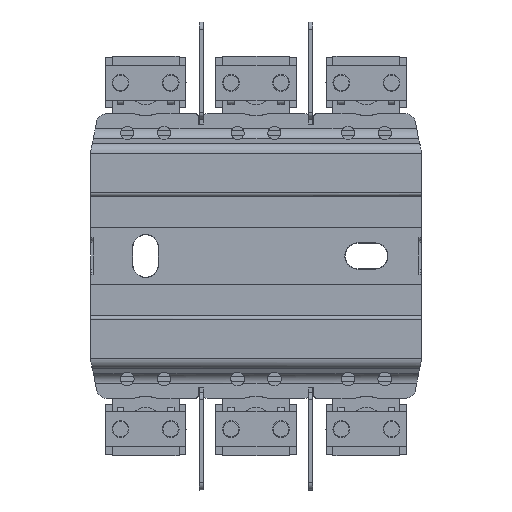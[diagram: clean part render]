
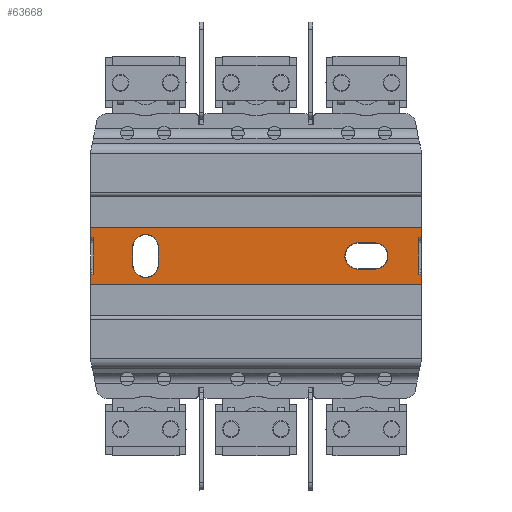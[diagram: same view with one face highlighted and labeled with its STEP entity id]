
A CAD part, front view. The second image highlights one B-rep face of the part: STEP entity #63668.
In plain terms, the highlighted face is planar.
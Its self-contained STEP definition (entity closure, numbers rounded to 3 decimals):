
#23063=DIRECTION('',(0.,0.,1.));
#23064=VECTOR('',#23063,3.04);
#23065=CARTESIAN_POINT('',(1.9,-49.497,-8.536));
#23066=LINE('',#23065,#23064);
#23090=CARTESIAN_POINT('',(1.9,-49.497,5.496));
#23095=DIRECTION('',(0.,0.,1.));
#23096=VECTOR('',#23095,3.031);
#23097=CARTESIAN_POINT('',(1.9,-49.497,5.496));
#23098=LINE('',#23097,#23096);
#31201=CARTESIAN_POINT('',(1.9,49.497,-5.496));
#31316=DIRECTION('',(0.,1.,0.));
#31317=VECTOR('',#31316,98.993);
#31318=CARTESIAN_POINT('',(1.9,-49.497,8.527));
#31319=LINE('',#31318,#31317);
#31337=DIRECTION('',(0.,1.,0.));
#31338=VECTOR('',#31337,98.993);
#31339=CARTESIAN_POINT('',(1.9,-49.497,-8.536));
#31340=LINE('',#31339,#31338);
#31344=DIRECTION('',(0.,0.,1.));
#31345=VECTOR('',#31344,3.04);
#31346=CARTESIAN_POINT('',(1.9,49.497,-8.536));
#31347=LINE('',#31346,#31345);
#31351=DIRECTION('',(0.,0.,1.));
#31352=VECTOR('',#31351,3.031);
#31353=CARTESIAN_POINT('',(1.9,49.497,5.496));
#31354=LINE('',#31353,#31352);
#31358=CARTESIAN_POINT('',(1.9,33.,2.5));
#31359=DIRECTION('',(-1.,0.,0.));
#31360=DIRECTION('',(0.,-1.,0.));
#31361=AXIS2_PLACEMENT_3D('',#31358,#31359,#31360);
#31366=CARTESIAN_POINT('',(1.9,33.,-2.5));
#31367=DIRECTION('',(-1.,0.,0.));
#31368=DIRECTION('',(0.,1.,0.));
#31369=AXIS2_PLACEMENT_3D('',#31366,#31367,#31368);
#31374=CARTESIAN_POINT('',(1.9,-35.5,0.));
#31375=DIRECTION('',(-1.,0.,0.));
#31376=DIRECTION('',(0.,0.,-1.));
#31377=AXIS2_PLACEMENT_3D('',#31374,#31375,#31376);
#31382=CARTESIAN_POINT('',(1.9,-30.5,0.));
#31383=DIRECTION('',(-1.,0.,0.));
#31384=DIRECTION('',(0.,0.,1.));
#31385=AXIS2_PLACEMENT_3D('',#31382,#31383,#31384);
#31559=DIRECTION('',(0.,1.,0.));
#31560=VECTOR('',#31559,0.811);
#31561=CARTESIAN_POINT('',(1.9,48.686,-5.496));
#31562=LINE('',#31561,#31560);
#31619=DIRECTION('',(0.,0.,-1.));
#31620=VECTOR('',#31619,10.991);
#31621=CARTESIAN_POINT('',(1.9,48.686,5.496));
#31622=LINE('',#31621,#31620);
#31700=DIRECTION('',(0.,-1.,0.));
#31701=VECTOR('',#31700,0.811);
#31702=CARTESIAN_POINT('',(1.9,49.497,5.496));
#31703=LINE('',#31702,#31701);
#31707=DIRECTION('',(0.,-1.,0.));
#31708=VECTOR('',#31707,0.811);
#31709=CARTESIAN_POINT('',(1.9,-48.686,5.496));
#31710=LINE('',#31709,#31708);
#31774=DIRECTION('',(0.,0.,1.));
#31775=VECTOR('',#31774,10.991);
#31776=CARTESIAN_POINT('',(1.9,-48.686,-5.496));
#31777=LINE('',#31776,#31775);
#31848=DIRECTION('',(0.,1.,0.));
#31849=VECTOR('',#31848,0.811);
#31850=CARTESIAN_POINT('',(1.9,-49.497,-5.496));
#31851=LINE('',#31850,#31849);
#31877=DIRECTION('',(0.,0.,-1.));
#31878=VECTOR('',#31877,5.);
#31879=CARTESIAN_POINT('',(1.9,29.063,2.5));
#31880=LINE('',#31879,#31878);
#31913=DIRECTION('',(0.,0.,1.));
#31914=VECTOR('',#31913,5.);
#31915=CARTESIAN_POINT('',(1.9,36.937,
-2.5));
#31916=LINE('',#31915,#31914);
#32323=DIRECTION('',(0.,1.,0.));
#32324=VECTOR('',#32323,5.);
#32325=CARTESIAN_POINT('',(1.9,-35.5,
-3.937));
#32326=LINE('',#32325,#32324);
#32747=DIRECTION('',(0.,-1.,0.));
#32748=VECTOR('',#32747,5.);
#32749=CARTESIAN_POINT('',(1.9,-30.5,
3.937));
#32750=LINE('',#32749,#32748);
#44448=CARTESIAN_POINT('',(1.9,-49.497,-8.536));
#44449=VERTEX_POINT('',#44448);
#44450=CARTESIAN_POINT('',(1.9,-49.497,-5.496));
#44451=VERTEX_POINT('',#44450);
#44461=VERTEX_POINT('',#23090);
#44462=CARTESIAN_POINT('',(1.9,-49.497,8.527));
#44463=VERTEX_POINT('',#44462);
#45640=CARTESIAN_POINT('',(1.9,49.497,8.527));
#45641=VERTEX_POINT('',#45640);
#45642=CARTESIAN_POINT('',(1.9,49.497,5.496));
#45643=VERTEX_POINT('',#45642);
#45653=VERTEX_POINT('',#31201);
#45654=CARTESIAN_POINT('',(1.9,49.497,-8.536));
#45655=VERTEX_POINT('',#45654);
#45679=CARTESIAN_POINT('',(1.9,48.686,-5.496));
#45680=VERTEX_POINT('',#45679);
#45681=CARTESIAN_POINT('',(1.9,48.686,5.496));
#45682=VERTEX_POINT('',#45681);
#45683=CARTESIAN_POINT('',(1.9,-48.686,5.496));
#45684=VERTEX_POINT('',#45683);
#45685=CARTESIAN_POINT('',(1.9,-48.686,-5.496));
#45686=VERTEX_POINT('',#45685);
#45687=CARTESIAN_POINT('',(1.9,29.063,2.5));
#45688=CARTESIAN_POINT('',(1.9,36.937,2.5));
#45689=VERTEX_POINT('',#45687);
#45690=VERTEX_POINT('',#45688);
#45691=CARTESIAN_POINT('',(1.9,36.937,
-2.5));
#45692=VERTEX_POINT('',#45691);
#45693=CARTESIAN_POINT('',(1.9,29.063,-2.5));
#45694=VERTEX_POINT('',#45693);
#45695=CARTESIAN_POINT('',(1.9,-35.5,
-3.937));
#45696=CARTESIAN_POINT('',(1.9,-30.5,
-3.937));
#45697=VERTEX_POINT('',#45695);
#45698=VERTEX_POINT('',#45696);
#45699=CARTESIAN_POINT('',(1.9,-35.5,3.937));
#45700=VERTEX_POINT('',#45699);
#45701=CARTESIAN_POINT('',(1.9,-30.5,
3.937));
#45702=VERTEX_POINT('',#45701);
#63622=CARTESIAN_POINT('',(1.9,0.,7.15));
#63623=DIRECTION('',(-1.,0.,0.));
#63624=DIRECTION('',(0.,0.,1.));
#63625=AXIS2_PLACEMENT_3D('',#63622,#63623,#63624);
#63626=PLANE('',#63625);
#63628=ORIENTED_EDGE('',*,*,#63627,.T.);
#63629=ORIENTED_EDGE('',*,*,#63520,.T.);
#63631=ORIENTED_EDGE('',*,*,#63630,.F.);
#63633=ORIENTED_EDGE('',*,*,#63632,.F.);
#63635=ORIENTED_EDGE('',*,*,#63634,.F.);
#63636=ORIENTED_EDGE('',*,*,#63504,.T.);
#63637=ORIENTED_EDGE('',*,*,#63608,.F.);
#63638=ORIENTED_EDGE('',*,*,#50801,.F.);
#63640=ORIENTED_EDGE('',*,*,#63639,.F.);
#63642=ORIENTED_EDGE('',*,*,#63641,.F.);
#63644=ORIENTED_EDGE('',*,*,#63643,.F.);
#63645=ORIENTED_EDGE('',*,*,#50785,.F.);
#63646=EDGE_LOOP('',(#63628,#63629,#63631,#63633,#63635,#63636,#63637,#63638,
#63640,#63642,#63644,#63645));
#63647=FACE_OUTER_BOUND('',#63646,.F.);
#63649=ORIENTED_EDGE('',*,*,#63648,.T.);
#63651=ORIENTED_EDGE('',*,*,#63650,.F.);
#63653=ORIENTED_EDGE('',*,*,#63652,.T.);
#63655=ORIENTED_EDGE('',*,*,#63654,.F.);
#63656=EDGE_LOOP('',(#63649,#63651,#63653,#63655));
#63657=FACE_BOUND('',#63656,.F.);
#63659=ORIENTED_EDGE('',*,*,#63658,.F.);
#63661=ORIENTED_EDGE('',*,*,#63660,.T.);
#63663=ORIENTED_EDGE('',*,*,#63662,.F.);
#63665=ORIENTED_EDGE('',*,*,#63664,.T.);
#63666=EDGE_LOOP('',(#63659,#63661,#63663,#63665));
#63667=FACE_BOUND('',#63666,.F.);
#31362=CIRCLE('',#31361,3.937);
#31370=CIRCLE('',#31369,3.937);
#31378=CIRCLE('',#31377,3.937);
#31386=CIRCLE('',#31385,3.937);
#50785=EDGE_CURVE('',#44449,#44451,#23066,.T.);
#50801=EDGE_CURVE('',#44461,#44463,#23098,.T.);
#63504=EDGE_CURVE('',#45643,#45641,#31354,.T.);
#63520=EDGE_CURVE('',#45655,#45653,#31347,.T.);
#63608=EDGE_CURVE('',#44463,#45641,#31319,.T.);
#63627=EDGE_CURVE('',#44449,#45655,#31340,.T.);
#63630=EDGE_CURVE('',#45680,#45653,#31562,.T.);
#63632=EDGE_CURVE('',#45682,#45680,#31622,.T.);
#63634=EDGE_CURVE('',#45643,#45682,#31703,.T.);
#63639=EDGE_CURVE('',#45684,#44461,#31710,.T.);
#63641=EDGE_CURVE('',#45686,#45684,#31777,.T.);
#63643=EDGE_CURVE('',#44451,#45686,#31851,.T.);
#63648=EDGE_CURVE('',#45689,#45690,#31362,.T.);
#63650=EDGE_CURVE('',#45692,#45690,#31916,.T.);
#63652=EDGE_CURVE('',#45692,#45694,#31370,.T.);
#63654=EDGE_CURVE('',#45689,#45694,#31880,.T.);
#63658=EDGE_CURVE('',#45697,#45698,#32326,.T.);
#63660=EDGE_CURVE('',#45697,#45700,#31378,.T.);
#63662=EDGE_CURVE('',#45702,#45700,#32750,.T.);
#63664=EDGE_CURVE('',#45702,#45698,#31386,.T.);
#63668=ADVANCED_FACE('',(#63647,#63657,#63667),#63626,.T.);
